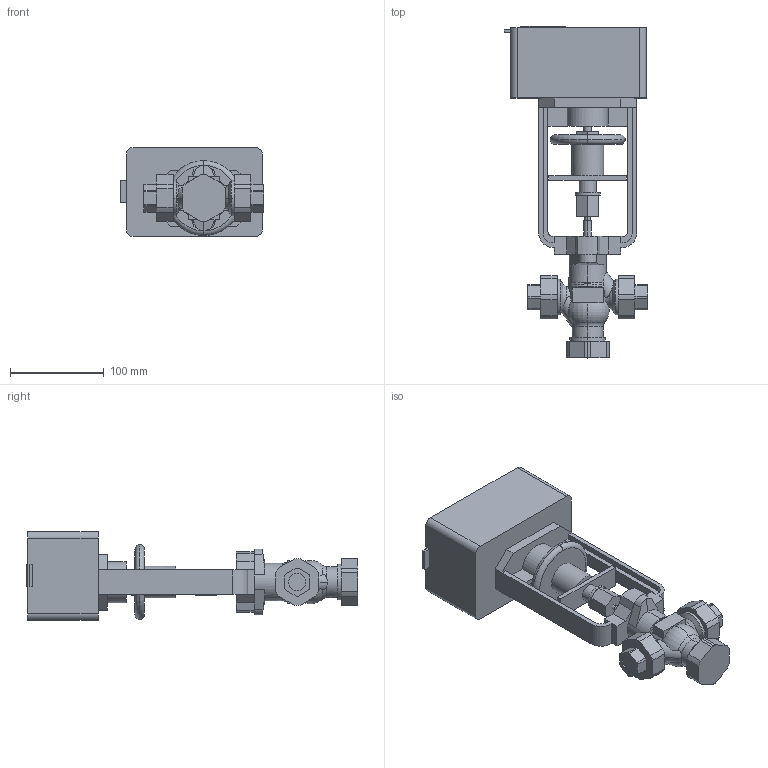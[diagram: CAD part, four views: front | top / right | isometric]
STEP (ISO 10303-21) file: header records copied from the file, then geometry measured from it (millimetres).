
FILE_DESCRIPTION( ( '' ), '1' );
FILE_NAME( 'c000000542.stp', '2017-04-21T10:17:22', ( '' ), ( '' ), ' ', ' ', ' ' );
FILE_SCHEMA( ( 'CONFIG_CONTROL_DESIGN' ) );
Length unit declared in the file: millimetre
Products named in the file (2): 1; 2
Bounding box: 153 x 355 x 95 mm (x, y, z)
Volume: 1607955.3 mm3; surface area: 163375.8 mm2
Topology: 2 solids, 2 shells, 298 faces, 777 edges, 504 vertices
Faces by surface type: plane 177, cylinder 89, cone 16, torus 16
Entity records: 9764 total; most frequent: CARTESIAN_POINT 2227, DIRECTION 1564, ORIENTED_EDGE 1554, EDGE_CURVE 777, AXIS2_PLACEMENT_3D 533, VERTEX_POINT 504, LINE 498, VECTOR 498
